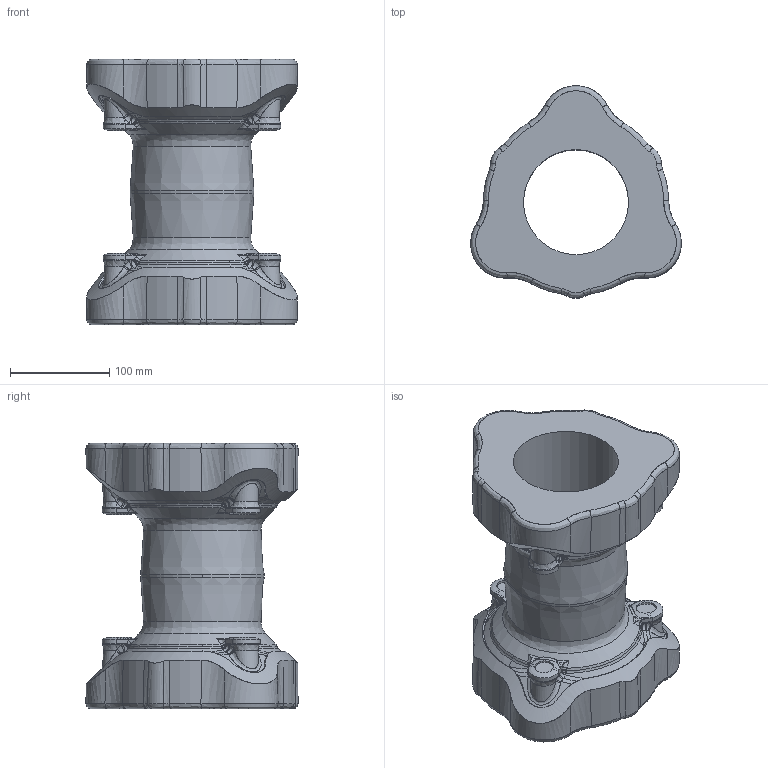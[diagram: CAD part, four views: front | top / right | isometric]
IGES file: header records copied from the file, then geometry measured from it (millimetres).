
Start section: SolidWorks IGES file using analytic representation for surfaces
Global section: file name: O_631_00_DN80_AA0_igs.igs; native system: SolidWorks 2012; preprocessor: SolidWorks 2012; author: pbm; date: 160517.103315; units: millimetre
Bounding box: 212.71 x 214.15 x 268 mm (x, y, z)
Surface area: 297870.2 mm2 (no closed solid volume)
Topology: 0 solids, 0 shells, 632 faces, 3702 edges, 3672 vertices
Faces by surface type: bspline 515, revolution 117
